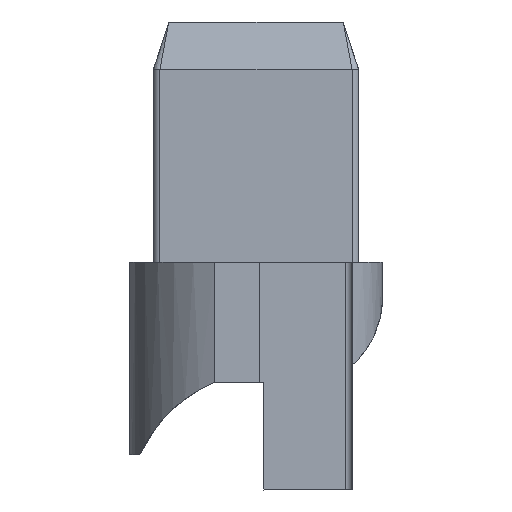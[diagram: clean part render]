
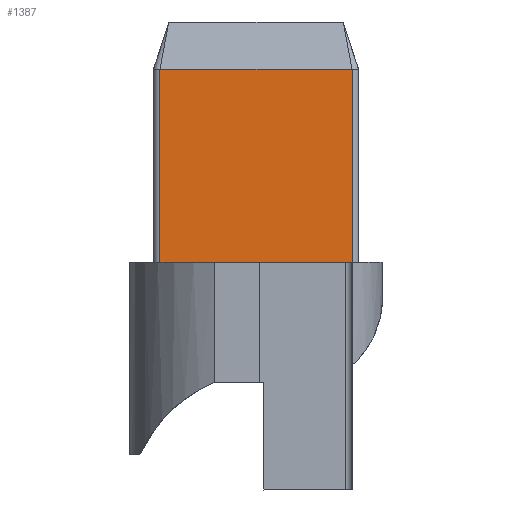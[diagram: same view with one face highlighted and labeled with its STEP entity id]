
A CAD part, left-side view. The second image highlights one B-rep face of the part: STEP entity #1387.
In plain terms, the highlighted planar face has unit normal (-1, 0, 0).
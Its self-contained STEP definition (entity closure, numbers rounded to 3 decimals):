
#921=CARTESIAN_POINT('',(-8.1,-3.6,18.));
#922=VERTEX_POINT('',#921);
#932=CARTESIAN_POINT('',(-8.1,11.6,18.));
#933=VERTEX_POINT('',#932);
#934=CARTESIAN_POINT('',(-8.1,11.6,18.));
#935=DIRECTION('',(0.0,-1.,0.));
#936=VECTOR('',#935,15.2);
#937=LINE('',#934,#936);
#938=EDGE_CURVE('',#933,#922,#937,.T.);
#1357=CARTESIAN_POINT('',(-8.1,11.6,18.));
#1358=DIRECTION('',(-1.0,0.0,0.0));
#1359=DIRECTION('',(0.0,-1.,0.));
#1360=AXIS2_PLACEMENT_3D('',#1357,#1358,#1359);
#1361=PLANE('',#1360);
#1362=ORIENTED_EDGE('',*,*,#938,.T.);
#1363=CARTESIAN_POINT('',(-8.1,-3.6,33.268));
#1364=VERTEX_POINT('',#1363);
#1365=CARTESIAN_POINT('',(-8.1,-3.6,18.));
#1366=DIRECTION('',(0.0,0.,1.));
#1367=VECTOR('',#1366,15.268);
#1368=LINE('',#1365,#1367);
#1369=EDGE_CURVE('',#922,#1364,#1368,.T.);
#1370=ORIENTED_EDGE('',*,*,#1369,.T.);
#1371=CARTESIAN_POINT('',(-8.1,11.6,33.268));
#1372=VERTEX_POINT('',#1371);
#1373=CARTESIAN_POINT('',(-8.1,11.6,33.268));
#1374=DIRECTION('',(0.0,-1.,0.));
#1375=VECTOR('',#1374,15.2);
#1376=LINE('',#1373,#1375);
#1377=EDGE_CURVE('',#1372,#1364,#1376,.T.);
#1378=ORIENTED_EDGE('',*,*,#1377,.F.);
#1379=CARTESIAN_POINT('',(-8.1,11.6,18.));
#1380=DIRECTION('',(0.0,0.,1.));
#1381=VECTOR('',#1380,15.268);
#1382=LINE('',#1379,#1381);
#1383=EDGE_CURVE('',#933,#1372,#1382,.T.);
#1384=ORIENTED_EDGE('',*,*,#1383,.F.);
#1385=EDGE_LOOP('',(#1362,#1370,#1378,#1384));
#1386=FACE_OUTER_BOUND('',#1385,.T.);
#1387=ADVANCED_FACE('',(#1386),#1361,.T.);
